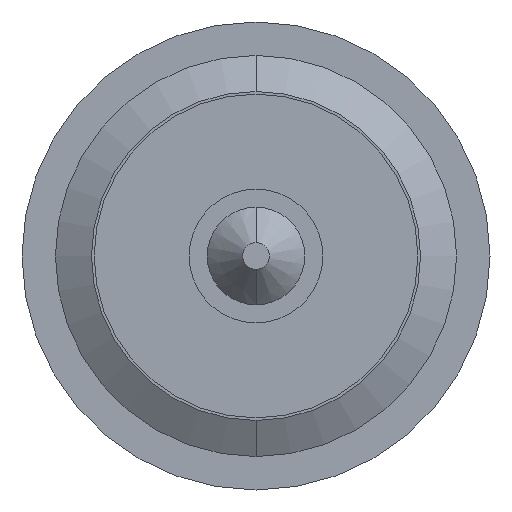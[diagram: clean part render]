
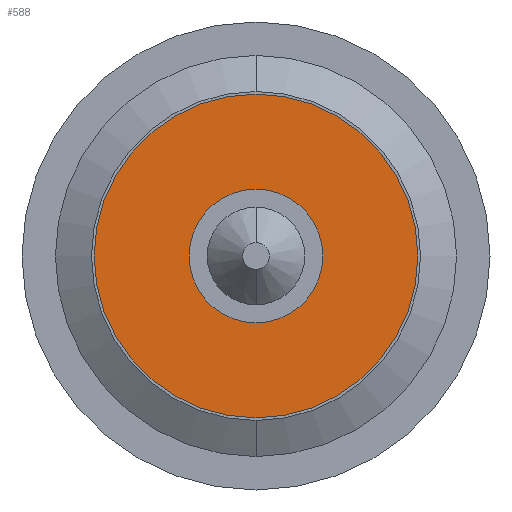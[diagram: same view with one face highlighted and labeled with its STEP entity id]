
A CAD part, front view. The second image highlights one B-rep face of the part: STEP entity #588.
In plain terms, the highlighted planar face has unit normal (0, -1, 0).
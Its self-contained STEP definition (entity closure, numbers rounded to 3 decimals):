
#73 = AXIS2_PLACEMENT_3D ( 'NONE', #2356, #1729, #1961 ) ;
#119 = FACE_BOUND ( 'NONE', #2860, .T. ) ;
#264 = CIRCLE ( 'NONE', #3106, 1.21 ) ;
#315 = CIRCLE ( 'NONE', #2743, 0.5 ) ;
#469 = ORIENTED_EDGE ( 'NONE', *, *, #4063, .F. ) ;
#540 = EDGE_CURVE ( 'Defeature ausgef�hrt2_30+Defeature ausgef�hrt2_28+Defeature ausgef�hrt2_28+Defeature ausgef�hrt2_28', #3916, #1480, #315, .T. ) ;
#570 = ORIENTED_EDGE ( 'NONE', *, *, #2644, .F. ) ;
#588 = ADVANCED_FACE ( 'Defeature ausgef�hrt2_28', ( #119, #1440 ), #2745, .F. ) ;
#728 = ORIENTED_EDGE ( 'NONE', *, *, #540, .F. ) ;
#781 = CARTESIAN_POINT ( 'NONE',  ( 0., -13.1, -1.21 ) ) ;
#867 = DIRECTION ( 'NONE',  ( 0., 0., 1. ) ) ;
#1182 = DIRECTION ( 'NONE',  ( 0., 0., 1. ) ) ;
#1218 = AXIS2_PLACEMENT_3D ( 'NONE', #2417, #3004, #1999 ) ;
#1393 = CARTESIAN_POINT ( 'NONE',  ( 0., -13.1, 0. ) ) ;
#1440 = FACE_OUTER_BOUND ( 'NONE', #2894, .T. ) ;
#1480 = VERTEX_POINT ( 'NONE', #2449 ) ;
#1485 = CARTESIAN_POINT ( 'NONE',  ( 0., -13.1, 1.21 ) ) ;
#1729 = DIRECTION ( 'NONE',  ( 0., -1., 0. ) ) ;
#1764 = DIRECTION ( 'NONE',  ( 0., 0., 1. ) ) ;
#1916 = DIRECTION ( 'NONE',  ( 0., 1., 0. ) ) ;
#1934 = AXIS2_PLACEMENT_3D ( 'NONE', #4150, #2457, #1182 ) ;
#1961 = DIRECTION ( 'NONE',  ( 0., 0., 1. ) ) ;
#1999 = DIRECTION ( 'NONE',  ( 0., 0., 1. ) ) ;
#2356 = CARTESIAN_POINT ( 'NONE',  ( 0., -13.1, 0. ) ) ;
#2417 = CARTESIAN_POINT ( 'NONE',  ( 0.515, -13.1, 0. ) ) ;
#2449 = CARTESIAN_POINT ( 'NONE',  ( 0., -13.1, -0.5 ) ) ;
#2457 = DIRECTION ( 'NONE',  ( 0., 1., 0. ) ) ;
#2561 = VERTEX_POINT ( 'NONE', #781 ) ;
#2644 = EDGE_CURVE ( 'Defeature ausgef�hrt2_29+Defeature ausgef�hrt2_28+Defeature ausgef�hrt2_28+Defeature ausgef�hrt2_28', #3562, #2561, #264, .T. ) ;
#2726 = ORIENTED_EDGE ( 'NONE', *, *, #3939, .F. ) ;
#2743 = AXIS2_PLACEMENT_3D ( 'NONE', #1393, #4019, #1764 ) ;
#2745 = PLANE ( 'NONE',  #1218 ) ;
#2860 = EDGE_LOOP ( 'NONE', ( #728, #469 ) ) ;
#2894 = EDGE_LOOP ( 'NONE', ( #570, #2726 ) ) ;
#3004 = DIRECTION ( 'NONE',  ( 0., 1., 0. ) ) ;
#3055 = CIRCLE ( 'NONE', #1934, 1.21 ) ;
#3106 = AXIS2_PLACEMENT_3D ( 'NONE', #3250, #1916, #867 ) ;
#3122 = CIRCLE ( 'NONE', #73, 0.5 ) ;
#3250 = CARTESIAN_POINT ( 'NONE',  ( 0., -13.1, 0. ) ) ;
#3562 = VERTEX_POINT ( 'NONE', #1485 ) ;
#3783 = CARTESIAN_POINT ( 'NONE',  ( 0., -13.1, 0.5 ) ) ;
#3916 = VERTEX_POINT ( 'NONE', #3783 ) ;
#3939 = EDGE_CURVE ( 'Defeature ausgef�hrt2_29+Defeature ausgef�hrt2_28+Defeature ausgef�hrt2_28+Defeature ausgef�hrt2_28', #2561, #3562, #3055, .T. ) ;
#4019 = DIRECTION ( 'NONE',  ( 0., -1., 0. ) ) ;
#4063 = EDGE_CURVE ( 'Defeature ausgef�hrt2_30+Defeature ausgef�hrt2_28+Defeature ausgef�hrt2_28+Defeature ausgef�hrt2_28', #1480, #3916, #3122, .T. ) ;
#4150 = CARTESIAN_POINT ( 'NONE',  ( 0., -13.1, 0. ) ) ;
